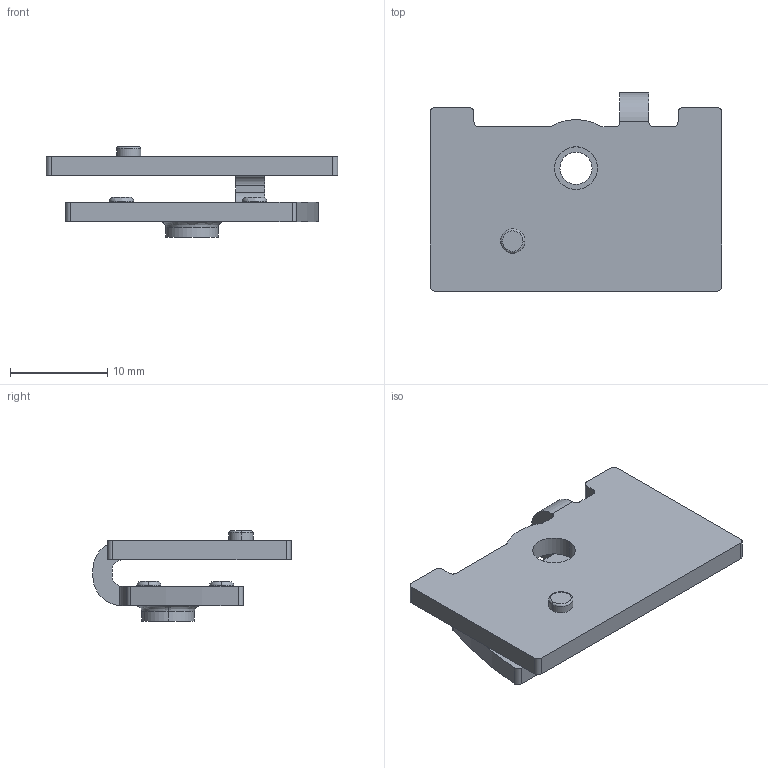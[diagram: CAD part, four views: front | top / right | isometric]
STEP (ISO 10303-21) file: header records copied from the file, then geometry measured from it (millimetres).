
FILE_DESCRIPTION (( 'STEP AP214' ), '1' );
FILE_NAME ('3011-204.STEP', '2024-09-06T11:40:28', ( '' ), ( '' ), 'SwSTEP 2.0', 'SolidWorks 2022', '' );
FILE_SCHEMA (( 'AUTOMOTIVE_DESIGN' ));
Length unit declared in the file: millimetre
Products named in the file (1): 3011-204
Bounding box: 30 x 20.4 x 9.3 mm (x, y, z)
Volume: 1668 mm3; surface area: 2123.4 mm2
Topology: 1 solids, 1 shells, 92 faces, 225 edges, 144 vertices
Faces by surface type: cylinder 51, plane 31, bspline 10
Entity records: 3901 total; most frequent: CARTESIAN_POINT 642, DIRECTION 493, ORIENTED_EDGE 450, EDGE_CURVE 225, AXIS2_PLACEMENT_3D 195, VERTEX_POINT 144, CIRCLE 112, EDGE_LOOP 105
